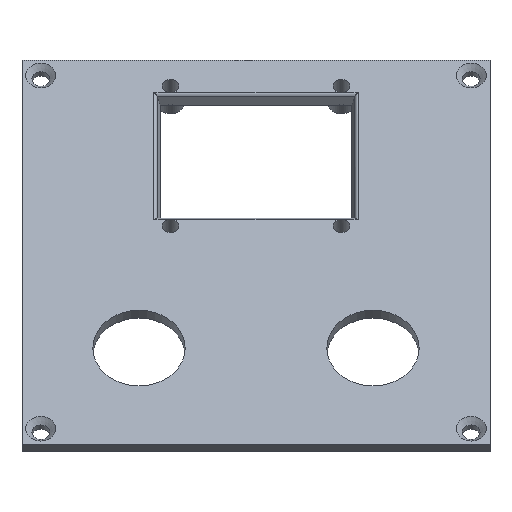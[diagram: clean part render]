
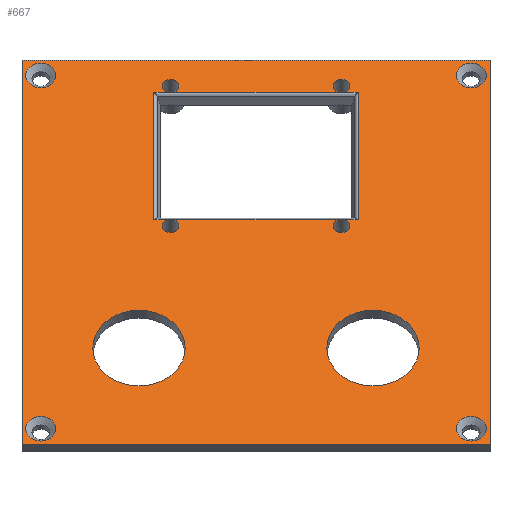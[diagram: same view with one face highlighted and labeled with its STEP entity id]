
A CAD part, front view. The second image highlights one B-rep face of the part: STEP entity #667.
In plain terms, the highlighted planar face has unit normal (0, -0.819, 0.574).
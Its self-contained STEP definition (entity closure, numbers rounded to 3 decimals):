
#33=FACE_BOUND('',#120,.T.);
#34=FACE_BOUND('',#121,.T.);
#35=FACE_BOUND('',#122,.T.);
#36=FACE_BOUND('',#123,.T.);
#37=FACE_BOUND('',#124,.T.);
#38=FACE_BOUND('',#125,.T.);
#39=FACE_BOUND('',#126,.T.);
#57=PLANE('',#733);
#79=FACE_OUTER_BOUND('',#119,.T.);
#119=EDGE_LOOP('',(#505,#506,#507,#508));
#120=EDGE_LOOP('',(#509));
#121=EDGE_LOOP('',(#510));
#122=EDGE_LOOP('',(#511));
#123=EDGE_LOOP('',(#512));
#124=EDGE_LOOP('',(#513));
#125=EDGE_LOOP('',(#514));
#126=EDGE_LOOP('',(#515,#516,#517,#518,#519,#520,#521,#522,#523,#524,#525,
#526,#527,#528));
#163=LINE('',#1017,#213);
#165=LINE('',#1034,#215);
#167=LINE('',#1039,#217);
#168=LINE('',#1048,#218);
#169=LINE('',#1051,#219);
#171=LINE('',#1067,#221);
#173=LINE('',#1070,#223);
#174=LINE('',#1081,#224);
#180=LINE('',#1095,#230);
#181=LINE('',#1097,#231);
#182=LINE('',#1099,#232);
#183=LINE('',#1100,#233);
#213=VECTOR('',#825,10.);
#215=VECTOR('',#833,10.);
#217=VECTOR('',#837,10.);
#218=VECTOR('',#838,10.);
#219=VECTOR('',#841,10.);
#221=VECTOR('',#847,10.);
#223=VECTOR('',#849,10.);
#224=VECTOR('',#850,10.);
#230=VECTOR('',#862,10.);
#231=VECTOR('',#863,10.);
#232=VECTOR('',#864,10.);
#233=VECTOR('',#865,10.);
#271=CIRCLE('',#734,2.2);
#272=CIRCLE('',#735,2.2);
#273=CIRCLE('',#736,2.2);
#274=CIRCLE('',#737,2.2);
#275=CIRCLE('',#738,6.75);
#276=CIRCLE('',#739,6.75);
#277=CIRCLE('',#740,1.2);
#278=CIRCLE('',#741,1.2);
#279=CIRCLE('',#742,1.2);
#280=CIRCLE('',#743,1.2);
#281=CIRCLE('',#744,1.2);
#282=CIRCLE('',#745,1.2);
#305=VERTEX_POINT('',#1015);
#306=VERTEX_POINT('',#1016);
#309=VERTEX_POINT('',#1024);
#310=VERTEX_POINT('',#1025);
#311=VERTEX_POINT('',#1033);
#313=VERTEX_POINT('',#1038);
#314=VERTEX_POINT('',#1040);
#315=VERTEX_POINT('',#1050);
#317=VERTEX_POINT('',#1056);
#319=VERTEX_POINT('',#1062);
#320=VERTEX_POINT('',#1069);
#322=VERTEX_POINT('',#1076);
#326=VERTEX_POINT('',#1093);
#327=VERTEX_POINT('',#1094);
#328=VERTEX_POINT('',#1096);
#329=VERTEX_POINT('',#1098);
#330=VERTEX_POINT('',#1101);
#331=VERTEX_POINT('',#1103);
#332=VERTEX_POINT('',#1105);
#333=VERTEX_POINT('',#1107);
#334=VERTEX_POINT('',#1109);
#335=VERTEX_POINT('',#1111);
#336=VERTEX_POINT('',#1113);
#337=VERTEX_POINT('',#1118);
#369=EDGE_CURVE('',#305,#306,#163,.T.);
#374=EDGE_CURVE('',#310,#311,#165,.T.);
#377=EDGE_CURVE('',#306,#313,#167,.T.);
#379=EDGE_CURVE('',#314,#309,#168,.T.);
#380=EDGE_CURVE('',#311,#315,#169,.T.);
#385=EDGE_CURVE('',#319,#305,#171,.T.);
#387=EDGE_CURVE('',#315,#320,#173,.T.);
#390=EDGE_CURVE('',#322,#317,#174,.T.);
#396=EDGE_CURVE('',#326,#327,#180,.T.);
#397=EDGE_CURVE('',#328,#326,#181,.T.);
#398=EDGE_CURVE('',#329,#328,#182,.T.);
#399=EDGE_CURVE('',#327,#329,#183,.T.);
#400=EDGE_CURVE('',#330,#330,#271,.T.);
#401=EDGE_CURVE('',#331,#331,#272,.T.);
#402=EDGE_CURVE('',#332,#332,#273,.T.);
#403=EDGE_CURVE('',#333,#333,#274,.T.);
#404=EDGE_CURVE('',#334,#334,#275,.T.);
#405=EDGE_CURVE('',#335,#335,#276,.T.);
#406=EDGE_CURVE('',#314,#336,#277,.T.);
#407=EDGE_CURVE('',#336,#313,#278,.T.);
#408=EDGE_CURVE('',#319,#317,#279,.T.);
#409=EDGE_CURVE('',#322,#320,#280,.T.);
#410=EDGE_CURVE('',#310,#337,#281,.T.);
#411=EDGE_CURVE('',#337,#309,#282,.T.);
#505=ORIENTED_EDGE('',*,*,#396,.F.);
#506=ORIENTED_EDGE('',*,*,#397,.F.);
#507=ORIENTED_EDGE('',*,*,#398,.F.);
#508=ORIENTED_EDGE('',*,*,#399,.F.);
#509=ORIENTED_EDGE('',*,*,#400,.T.);
#510=ORIENTED_EDGE('',*,*,#401,.T.);
#511=ORIENTED_EDGE('',*,*,#402,.T.);
#512=ORIENTED_EDGE('',*,*,#403,.T.);
#513=ORIENTED_EDGE('',*,*,#404,.T.);
#514=ORIENTED_EDGE('',*,*,#405,.T.);
#515=ORIENTED_EDGE('',*,*,#379,.F.);
#516=ORIENTED_EDGE('',*,*,#406,.T.);
#517=ORIENTED_EDGE('',*,*,#407,.T.);
#518=ORIENTED_EDGE('',*,*,#377,.F.);
#519=ORIENTED_EDGE('',*,*,#369,.F.);
#520=ORIENTED_EDGE('',*,*,#385,.F.);
#521=ORIENTED_EDGE('',*,*,#408,.T.);
#522=ORIENTED_EDGE('',*,*,#390,.F.);
#523=ORIENTED_EDGE('',*,*,#409,.T.);
#524=ORIENTED_EDGE('',*,*,#387,.F.);
#525=ORIENTED_EDGE('',*,*,#380,.F.);
#526=ORIENTED_EDGE('',*,*,#374,.F.);
#527=ORIENTED_EDGE('',*,*,#410,.T.);
#528=ORIENTED_EDGE('',*,*,#411,.T.);
#667=ADVANCED_FACE('',(#79,#33,#34,#35,#36,#37,#38,#39),#57,.T.);
#733=AXIS2_PLACEMENT_3D('',#1092,#860,#861);
#734=AXIS2_PLACEMENT_3D('',#1102,#866,#867);
#735=AXIS2_PLACEMENT_3D('',#1104,#868,#869);
#736=AXIS2_PLACEMENT_3D('',#1106,#870,#871);
#737=AXIS2_PLACEMENT_3D('',#1108,#872,#873);
#738=AXIS2_PLACEMENT_3D('',#1110,#874,#875);
#739=AXIS2_PLACEMENT_3D('',#1112,#876,#877);
#740=AXIS2_PLACEMENT_3D('',#1114,#878,#879);
#741=AXIS2_PLACEMENT_3D('',#1115,#880,#881);
#742=AXIS2_PLACEMENT_3D('',#1116,#882,#883);
#743=AXIS2_PLACEMENT_3D('',#1117,#884,#885);
#744=AXIS2_PLACEMENT_3D('',#1119,#886,#887);
#745=AXIS2_PLACEMENT_3D('',#1120,#888,#889);
#825=DIRECTION('',(0.,0.574,0.819));
#833=DIRECTION('',(-1.,0.,0.));
#837=DIRECTION('',(-1.,0.,0.));
#838=DIRECTION('',(-1.,0.,0.));
#841=DIRECTION('',(0.,-0.574,-0.819));
#847=DIRECTION('',(1.,0.,0.));
#849=DIRECTION('',(1.,0.,0.));
#850=DIRECTION('',(1.,0.,0.));
#860=DIRECTION('center_axis',(0.,-0.819,
0.574));
#861=DIRECTION('ref_axis',(1.,0.,0.));
#862=DIRECTION('',(1.,0.,0.));
#863=DIRECTION('',(0.,0.574,0.819));
#864=DIRECTION('',(-1.,0.,0.));
#865=DIRECTION('',(0.,-0.574,-0.819));
#866=DIRECTION('center_axis',(0.,0.819,-0.574));
#867=DIRECTION('ref_axis',(0.,-0.574,-0.819));
#868=DIRECTION('center_axis',(0.,0.819,-0.574));
#869=DIRECTION('ref_axis',(0.,-0.574,-0.819));
#870=DIRECTION('center_axis',(0.,0.819,-0.574));
#871=DIRECTION('ref_axis',(0.,-0.574,-0.819));
#872=DIRECTION('center_axis',(0.,0.819,-0.574));
#873=DIRECTION('ref_axis',(0.,-0.574,-0.819));
#874=DIRECTION('center_axis',(0.,0.819,-0.574));
#875=DIRECTION('ref_axis',(1.,0.,0.));
#876=DIRECTION('center_axis',(0.,0.819,-0.574));
#877=DIRECTION('ref_axis',(1.,0.,0.));
#878=DIRECTION('center_axis',(0.,0.819,-0.574));
#879=DIRECTION('ref_axis',(0.,-0.574,-0.819));
#880=DIRECTION('center_axis',(0.,0.819,-0.574));
#881=DIRECTION('ref_axis',(0.,-0.574,-0.819));
#882=DIRECTION('center_axis',(0.,0.819,-0.574));
#883=DIRECTION('ref_axis',(0.,-0.574,-0.819));
#884=DIRECTION('center_axis',(0.,0.819,-0.574));
#885=DIRECTION('ref_axis',(0.,-0.574,-0.819));
#886=DIRECTION('center_axis',(0.,0.819,-0.574));
#887=DIRECTION('ref_axis',(0.,-0.574,-0.819));
#888=DIRECTION('center_axis',(0.,0.819,-0.574));
#889=DIRECTION('ref_axis',(0.,-0.574,-0.819));
#1015=CARTESIAN_POINT('',(53.459,24.282,89.679));
#1016=CARTESIAN_POINT('',(53.459,37.341,108.329));
#1017=CARTESIAN_POINT('',(53.459,22.737,87.472));
#1024=CARTESIAN_POINT('',(26.44,37.341,108.329));
#1025=CARTESIAN_POINT('',(25.56,37.341,108.329));
#1033=CARTESIAN_POINT('',(23.541,37.341,108.329));
#1034=CARTESIAN_POINT('',(45.788,37.341,108.329));
#1038=CARTESIAN_POINT('',(51.44,37.341,108.329));
#1039=CARTESIAN_POINT('',(45.788,37.341,108.329));
#1040=CARTESIAN_POINT('',(50.56,37.341,108.329));
#1048=CARTESIAN_POINT('',(45.788,37.341,108.329));
#1050=CARTESIAN_POINT('',(23.541,24.282,89.679));
#1051=CARTESIAN_POINT('',(23.541,29.046,96.482));
#1056=CARTESIAN_POINT('',(50.56,24.282,89.679));
#1062=CARTESIAN_POINT('',(51.44,24.282,89.679));
#1067=CARTESIAN_POINT('',(31.213,24.282,89.679));
#1069=CARTESIAN_POINT('',(25.56,24.282,89.679));
#1070=CARTESIAN_POINT('',(31.213,24.282,89.679));
#1076=CARTESIAN_POINT('',(26.44,24.282,89.679));
#1081=CARTESIAN_POINT('',(31.213,24.282,89.679));
#1092=CARTESIAN_POINT('Origin',(38.5,20.971,84.95));
#1093=CARTESIAN_POINT('',(4.25,40.652,113.057));
#1094=CARTESIAN_POINT('',(72.75,40.652,113.057));
#1095=CARTESIAN_POINT('',(4.25,40.652,113.057));
#1096=CARTESIAN_POINT('',(4.25,1.291,56.843));
#1097=CARTESIAN_POINT('',(4.25,1.291,56.843));
#1098=CARTESIAN_POINT('',(72.75,1.291,56.843));
#1099=CARTESIAN_POINT('',(72.75,1.291,56.843));
#1100=CARTESIAN_POINT('',(72.75,40.652,113.057));
#1101=CARTESIAN_POINT('',(7.,40.337,112.607));
#1102=CARTESIAN_POINT('Origin',(7.,39.075,110.805));
#1103=CARTESIAN_POINT('',(70.,4.13,60.898));
#1104=CARTESIAN_POINT('Origin',(70.,2.868,59.096));
#1105=CARTESIAN_POINT('',(7.,4.13,60.898));
#1106=CARTESIAN_POINT('Origin',(7.,2.868,59.096));
#1107=CARTESIAN_POINT('',(70.,40.337,112.607));
#1108=CARTESIAN_POINT('Origin',(70.,39.075,110.805));
#1109=CARTESIAN_POINT('',(48.875,11.131,70.897));
#1110=CARTESIAN_POINT('Origin',(55.625,11.131,70.897));
#1111=CARTESIAN_POINT('',(14.625,11.131,70.897));
#1112=CARTESIAN_POINT('Origin',(21.375,11.131,70.897));
#1113=CARTESIAN_POINT('',(51.,38.67,110.226));
#1114=CARTESIAN_POINT('Origin',(51.,37.982,109.243));
#1115=CARTESIAN_POINT('Origin',(51.,37.982,109.243));
#1116=CARTESIAN_POINT('Origin',(51.,23.642,88.764));
#1117=CARTESIAN_POINT('Origin',(26.,23.642,88.764));
#1118=CARTESIAN_POINT('',(26.,38.67,110.226));
#1119=CARTESIAN_POINT('Origin',(26.,37.982,109.243));
#1120=CARTESIAN_POINT('Origin',(26.,37.982,109.243));
